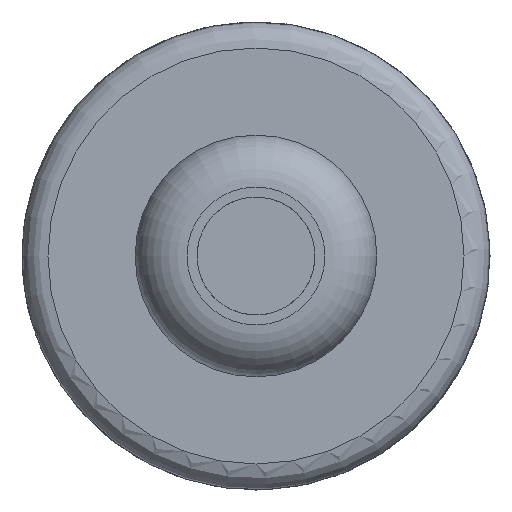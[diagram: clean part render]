
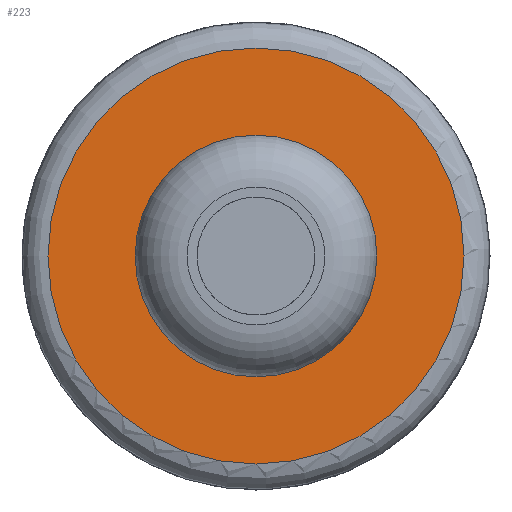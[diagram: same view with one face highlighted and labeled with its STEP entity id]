
A CAD part, front view. The second image highlights one B-rep face of the part: STEP entity #223.
In plain terms, the highlighted planar face has unit normal (0, -1, 0).
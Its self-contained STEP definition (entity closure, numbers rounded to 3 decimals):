
#223 = ADVANCED_FACE( '', ( #497, #498 ), #499, .F. );
#497 = FACE_BOUND( '', #1077, .T. );
#498 = FACE_OUTER_BOUND( '', #1078, .T. );
#499 = PLANE( '', #1079 );
#1077 = EDGE_LOOP( '', ( #1505 ) );
#1078 = EDGE_LOOP( '', ( #1506 ) );
#1079 = AXIS2_PLACEMENT_3D( '', #1507, #1508, #1509 );
#1505 = ORIENTED_EDGE( '', *, *, #1632, .F. );
#1506 = ORIENTED_EDGE( '', *, *, #1603, .T. );
#1507 = CARTESIAN_POINT( '', ( 0., -16.7, 0. ) );
#1508 = DIRECTION( '', ( 0., 1., 0. ) );
#1509 = DIRECTION( '', ( -1., 0., 0. ) );
#1603 = EDGE_CURVE( '', #1805, #1805, #1806, .F. );
#1632 = EDGE_CURVE( '', #1845, #1845, #1846, .T. );
#1805 = VERTEX_POINT( '', #2294 );
#1806 = CIRCLE( '', #2295, 8. );
#1845 = VERTEX_POINT( '', #2401 );
#1846 = CIRCLE( '', #2402, 4.65 );
#2294 = CARTESIAN_POINT( '', ( -8., -16.7, 0. ) );
#2295 = AXIS2_PLACEMENT_3D( '', #2594, #2595, #2596 );
#2401 = CARTESIAN_POINT( '', ( 0., -16.7, 4.65 ) );
#2402 = AXIS2_PLACEMENT_3D( '', #2633, #2634, #2635 );
#2594 = CARTESIAN_POINT( '', ( 0., -16.7, 0. ) );
#2595 = DIRECTION( '', ( 0., 1., 0. ) );
#2596 = DIRECTION( '', ( -1., 0., 0. ) );
#2633 = CARTESIAN_POINT( '', ( 0., -16.7, 0. ) );
#2634 = DIRECTION( '', ( 0., -1., 0. ) );
#2635 = DIRECTION( '', ( 0., 0., 1. ) );
